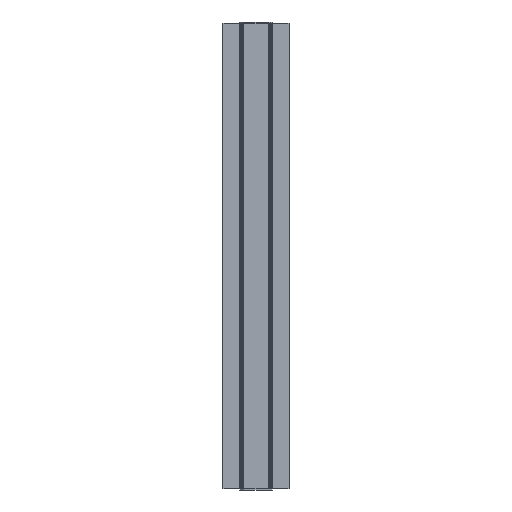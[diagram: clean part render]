
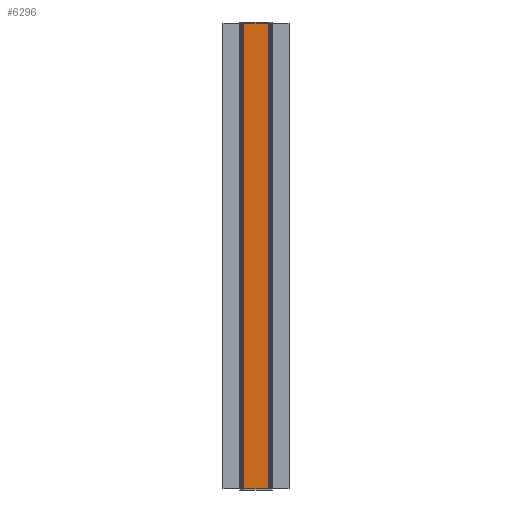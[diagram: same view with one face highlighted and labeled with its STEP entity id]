
A CAD part, front view. The second image highlights one B-rep face of the part: STEP entity #6296.
In plain terms, the highlighted planar face has unit normal (0, -1, 0).
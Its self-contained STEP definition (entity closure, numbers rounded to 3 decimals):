
#63 = DIRECTION ( 'NONE',  ( 1., 0., 0. ) ) ;
#100 = CARTESIAN_POINT ( 'NONE',  ( 80.6, -89.911, -500. ) ) ;
#469 = CARTESIAN_POINT ( 'NONE',  ( 80.6, -89.911, -500. ) ) ;
#647 = EDGE_LOOP ( 'NONE', ( #3783, #6033, #5269, #5109 ) ) ;
#725 = VECTOR ( 'NONE', #4996, 1000. ) ;
#1035 = VERTEX_POINT ( 'NONE', #7044 ) ;
#1063 = CARTESIAN_POINT ( 'NONE',  ( 0., -89.911, -500. ) ) ;
#1122 = AXIS2_PLACEMENT_3D ( 'NONE', #4343, #7406, #63 ) ;
#1440 = VECTOR ( 'NONE', #5424, 1000. ) ;
#1704 = EDGE_CURVE ( 'NONE', #3746, #1035, #4683, .T. ) ;
#3003 = VERTEX_POINT ( 'NONE', #4200 ) ;
#3147 = VECTOR ( 'NONE', #7273, 1000. ) ;
#3154 = EDGE_CURVE ( 'NONE', #4661, #1035, #7757, .T. ) ;
#3229 = CARTESIAN_POINT ( 'NONE',  ( 54.6, -89.911, -500. ) ) ;
#3709 = PLANE ( 'NONE',  #1122 ) ;
#3746 = VERTEX_POINT ( 'NONE', #100 ) ;
#3783 = ORIENTED_EDGE ( 'NONE', *, *, #3154, .F. ) ;
#4200 = CARTESIAN_POINT ( 'NONE',  ( 54.6, -89.911, -500. ) ) ;
#4343 = CARTESIAN_POINT ( 'NONE',  ( 0., -89.911, -500. ) ) ;
#4580 = VECTOR ( 'NONE', #6918, 1000. ) ;
#4661 = VERTEX_POINT ( 'NONE', #5649 ) ;
#4683 = LINE ( 'NONE', #469, #1440 ) ;
#4996 = DIRECTION ( 'NONE',  ( 1., 0., 0. ) ) ;
#5109 = ORIENTED_EDGE ( 'NONE', *, *, #1704, .T. ) ;
#5230 = LINE ( 'NONE', #3229, #4580 ) ;
#5269 = ORIENTED_EDGE ( 'NONE', *, *, #6169, .T. ) ;
#5424 = DIRECTION ( 'NONE',  ( 0., 0., 1. ) ) ;
#5649 = CARTESIAN_POINT ( 'NONE',  ( 54.6, -89.911, 0. ) ) ;
#6033 = ORIENTED_EDGE ( 'NONE', *, *, #7086, .F. ) ;
#6169 = EDGE_CURVE ( 'NONE', #3003, #3746, #6491, .T. ) ;
#6296 = ADVANCED_FACE ( 'NONE', ( #7345 ), #3709, .T. ) ;
#6491 = LINE ( 'NONE', #1063, #3147 ) ;
#6918 = DIRECTION ( 'NONE',  ( 0., 0., 1. ) ) ;
#7044 = CARTESIAN_POINT ( 'NONE',  ( 80.6, -89.911, 0. ) ) ;
#7086 = EDGE_CURVE ( 'NONE', #3003, #4661, #5230, .T. ) ;
#7273 = DIRECTION ( 'NONE',  ( 1., 0., 0. ) ) ;
#7345 = FACE_OUTER_BOUND ( 'NONE', #647, .T. ) ;
#7376 = CARTESIAN_POINT ( 'NONE',  ( 0., -89.911, 0. ) ) ;
#7406 = DIRECTION ( 'NONE',  ( 0., -1., 0. ) ) ;
#7757 = LINE ( 'NONE', #7376, #725 ) ;
